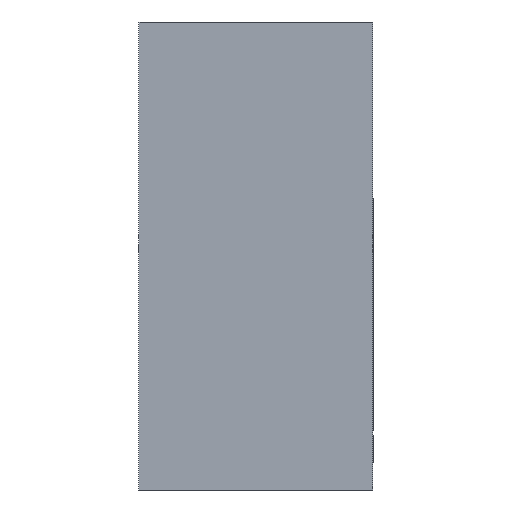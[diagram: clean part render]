
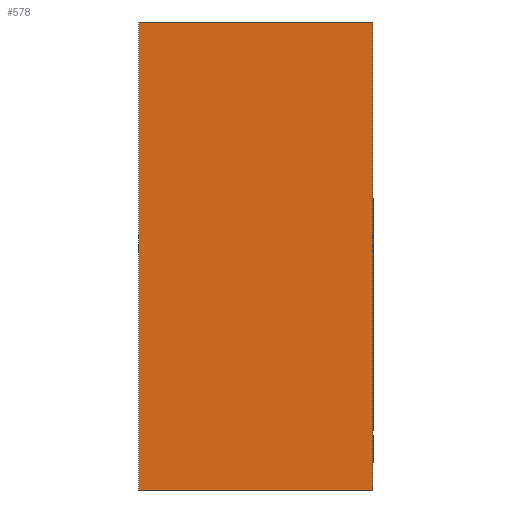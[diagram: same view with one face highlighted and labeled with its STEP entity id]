
A CAD part, left-side view. The second image highlights one B-rep face of the part: STEP entity #578.
In plain terms, the highlighted planar face has unit normal (-1, 0, 0).
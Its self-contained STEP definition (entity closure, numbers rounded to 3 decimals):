
#35=DIRECTION('',(0.,0.,1.));
#36=VECTOR('',#35,50.);
#37=CARTESIAN_POINT('',(-200.,0.,-25.));
#38=LINE('',#37,#36);
#83=DIRECTION('',(0.,1.,0.));
#84=VECTOR('',#83,25.);
#85=CARTESIAN_POINT('',(-200.,0.,25.));
#86=LINE('',#85,#84);
#195=DIRECTION('',(0.,1.,0.));
#196=VECTOR('',#195,25.);
#197=CARTESIAN_POINT('',(-200.,0.,-25.));
#198=LINE('',#197,#196);
#207=DIRECTION('',(0.,0.,1.));
#208=VECTOR('',#207,50.);
#209=CARTESIAN_POINT('',(-200.,25.,-25.));
#210=LINE('',#209,#208);
#223=CARTESIAN_POINT('',(-200.,0.,-25.));
#224=CARTESIAN_POINT('',(-200.,0.,25.));
#225=VERTEX_POINT('',#223);
#226=VERTEX_POINT('',#224);
#231=CARTESIAN_POINT('',(-200.,25.,-25.));
#232=CARTESIAN_POINT('',(-200.,25.,25.));
#233=VERTEX_POINT('',#231);
#234=VERTEX_POINT('',#232);
#565=CARTESIAN_POINT('',(-200.,0.,-25.));
#566=DIRECTION('',(-1.,0.,0.));
#567=DIRECTION('',(0.,0.,1.));
#568=AXIS2_PLACEMENT_3D('',#565,#566,#567);
#569=PLANE('',#568);
#570=ORIENTED_EDGE('',*,*,#312,.F.);
#572=ORIENTED_EDGE('',*,*,#571,.T.);
#574=ORIENTED_EDGE('',*,*,#573,.T.);
#575=ORIENTED_EDGE('',*,*,#357,.F.);
#576=EDGE_LOOP('',(#570,#572,#574,#575));
#577=FACE_OUTER_BOUND('',#576,.F.);
#312=EDGE_CURVE('',#225,#226,#38,.T.);
#357=EDGE_CURVE('',#226,#234,#86,.T.);
#571=EDGE_CURVE('',#225,#233,#198,.T.);
#573=EDGE_CURVE('',#233,#234,#210,.T.);
#578=ADVANCED_FACE('',(#577),#569,.T.);
